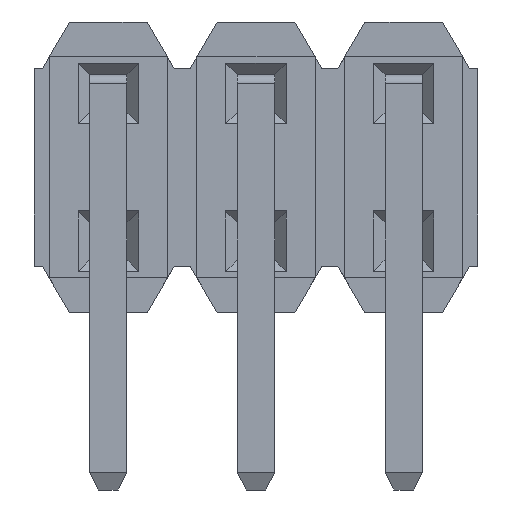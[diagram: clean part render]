
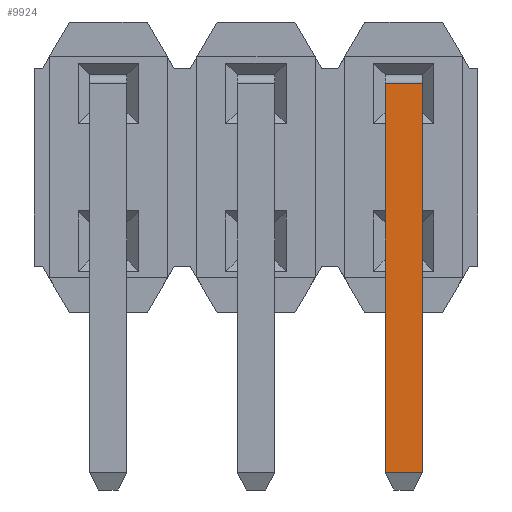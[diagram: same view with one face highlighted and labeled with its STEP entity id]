
A CAD part, front view. The second image highlights one B-rep face of the part: STEP entity #9924.
In plain terms, the highlighted planar face has unit normal (0, -1, 0).
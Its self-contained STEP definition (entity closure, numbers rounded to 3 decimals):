
#9240 = PLANE('',#9241);
#9241 = AXIS2_PLACEMENT_3D('',#9242,#9243,#9244);
#9242 = CARTESIAN_POINT('',(318.576,401.513,
    198.484));
#9243 = DIRECTION('',(1.,0.,0.));
#9244 = DIRECTION('',(0.,0.,-1.));
#9321 = VERTEX_POINT('',#9322);
#9322 = CARTESIAN_POINT('',(318.576,392.853,
    198.334));
#9337 = CYLINDRICAL_SURFACE('',#9338,0.15);
#9338 = AXIS2_PLACEMENT_3D('',#9339,#9340,#9341);
#9339 = CARTESIAN_POINT('',(318.096,393.003,
    198.334));
#9340 = DIRECTION('',(-1.,0.,0.));
#9341 = DIRECTION('',(0.,0.,1.));
#9371 = EDGE_CURVE('',#9321,#9372,#9374,.T.);
#9372 = VERTEX_POINT('',#9373);
#9373 = CARTESIAN_POINT('',(318.576,392.853,
    191.644));
#9374 = SURFACE_CURVE('',#9375,(#9379,#9386),.PCURVE_S1.);
#9375 = LINE('',#9376,#9377);
#9376 = CARTESIAN_POINT('',(318.576,392.853,
    198.484));
#9377 = VECTOR('',#9378,1.);
#9378 = DIRECTION('',(0.,0.,-1.));
#9379 = PCURVE('',#9240,#9380);
#9380 = DEFINITIONAL_REPRESENTATION('',(#9381),#9385);
#9381 = LINE('',#9382,#9383);
#9382 = CARTESIAN_POINT('',(0.,-8.66));
#9383 = VECTOR('',#9384,1.);
#9384 = DIRECTION('',(1.,0.));
#9385 = ( GEOMETRIC_REPRESENTATION_CONTEXT(2) 
PARAMETRIC_REPRESENTATION_CONTEXT() REPRESENTATION_CONTEXT('2D SPACE',''
  ) );
#9386 = PCURVE('',#9387,#9392);
#9387 = PLANE('',#9388);
#9388 = AXIS2_PLACEMENT_3D('',#9389,#9390,#9391);
#9389 = CARTESIAN_POINT('',(318.256,392.853,
    198.164));
#9390 = DIRECTION('',(0.,1.,0.));
#9391 = DIRECTION('',(0.,0.,1.));
#9392 = DEFINITIONAL_REPRESENTATION('',(#9393),#9397);
#9393 = LINE('',#9394,#9395);
#9394 = CARTESIAN_POINT('',(0.32,0.32));
#9395 = VECTOR('',#9396,1.);
#9396 = DIRECTION('',(-1.,0.));
#9397 = ( GEOMETRIC_REPRESENTATION_CONTEXT(2) 
PARAMETRIC_REPRESENTATION_CONTEXT() REPRESENTATION_CONTEXT('2D SPACE',''
  ) );
#9615 = PLANE('',#9616);
#9616 = AXIS2_PLACEMENT_3D('',#9617,#9618,#9619);
#9617 = CARTESIAN_POINT('',(317.936,401.513,
    197.844));
#9618 = DIRECTION('',(-1.,0.,0.));
#9619 = DIRECTION('',(0.,0.,1.));
#9887 = PLANE('',#9888);
#9888 = AXIS2_PLACEMENT_3D('',#9889,#9890,#9891);
#9889 = CARTESIAN_POINT('',(317.936,392.928,
    191.494));
#9890 = DIRECTION('',(0.,-0.894,-0.447));
#9891 = DIRECTION('',(0.,0.447,-0.894));
#9924 = ADVANCED_FACE('',(#9925),#9387,.F.);
#9925 = FACE_BOUND('',#9926,.T.);
#9926 = EDGE_LOOP('',(#9927,#9928,#9973,#9996));
#9927 = ORIENTED_EDGE('',*,*,#9371,.F.);
#9928 = ORIENTED_EDGE('',*,*,#9929,.F.);
#9929 = EDGE_CURVE('',#9930,#9321,#9932,.T.);
#9930 = VERTEX_POINT('',#9931);
#9931 = CARTESIAN_POINT('',(317.936,392.853,
    198.334));
#9932 = SURFACE_CURVE('',#9933,(#9937,#9944),.PCURVE_S1.);
#9933 = LINE('',#9934,#9935);
#9934 = CARTESIAN_POINT('',(318.256,392.853,
    198.334));
#9935 = VECTOR('',#9936,1.);
#9936 = DIRECTION('',(1.,0.,0.));
#9937 = PCURVE('',#9387,#9938);
#9938 = DEFINITIONAL_REPRESENTATION('',(#9939),#9943);
#9939 = LINE('',#9940,#9941);
#9940 = CARTESIAN_POINT('',(0.17,0.));
#9941 = VECTOR('',#9942,1.);
#9942 = DIRECTION('',(0.,1.));
#9943 = ( GEOMETRIC_REPRESENTATION_CONTEXT(2) 
PARAMETRIC_REPRESENTATION_CONTEXT() REPRESENTATION_CONTEXT('2D SPACE',''
  ) );
#9944 = PCURVE('',#9337,#9945);
#9945 = DEFINITIONAL_REPRESENTATION('',(#9946),#9972);
#9946 = B_SPLINE_CURVE_WITH_KNOTS('',3,(#9947,#9948,#9949,#9950,#9951,
    #9952,#9953,#9954,#9955,#9956,#9957,#9958,#9959,#9960,#9961,#9962,
    #9963,#9964,#9965,#9966,#9967,#9968,#9969,#9970,#9971),
  .UNSPECIFIED.,.F.,.F.,(4,1,1,1,1,1,1,1,1,1,1,1,1,1,1,1,1,1,1,1,1,1,4),
  (-0.32,-0.291,-0.262,-0.233,-0.204
    ,-0.175,-0.145,-0.116,
    -0.087,-0.058,-0.029,
    0.,0.029,0.058,
    0.087,0.116,0.145,0.175,
    0.204,0.233,0.262,0.291,0.32),
  .UNSPECIFIED.);
#9947 = CARTESIAN_POINT('',(4.712,0.16));
#9948 = CARTESIAN_POINT('',(4.712,0.15));
#9949 = CARTESIAN_POINT('',(4.712,0.131));
#9950 = CARTESIAN_POINT('',(4.712,0.102));
#9951 = CARTESIAN_POINT('',(4.712,0.073));
#9952 = CARTESIAN_POINT('',(4.712,0.044));
#9953 = CARTESIAN_POINT('',(4.712,0.015));
#9954 = CARTESIAN_POINT('',(4.712,-0.015));
#9955 = CARTESIAN_POINT('',(4.712,-0.044));
#9956 = CARTESIAN_POINT('',(4.712,-0.073));
#9957 = CARTESIAN_POINT('',(4.712,-0.102));
#9958 = CARTESIAN_POINT('',(4.712,-0.131));
#9959 = CARTESIAN_POINT('',(4.712,-0.16));
#9960 = CARTESIAN_POINT('',(4.712,-0.189));
#9961 = CARTESIAN_POINT('',(4.712,-0.218));
#9962 = CARTESIAN_POINT('',(4.712,-0.247));
#9963 = CARTESIAN_POINT('',(4.712,-0.276));
#9964 = CARTESIAN_POINT('',(4.712,-0.305));
#9965 = CARTESIAN_POINT('',(4.712,-0.335));
#9966 = CARTESIAN_POINT('',(4.712,-0.364));
#9967 = CARTESIAN_POINT('',(4.712,-0.393));
#9968 = CARTESIAN_POINT('',(4.712,-0.422));
#9969 = CARTESIAN_POINT('',(4.712,-0.451));
#9970 = CARTESIAN_POINT('',(4.712,-0.47));
#9971 = CARTESIAN_POINT('',(4.712,-0.48));
#9972 = ( GEOMETRIC_REPRESENTATION_CONTEXT(2) 
PARAMETRIC_REPRESENTATION_CONTEXT() REPRESENTATION_CONTEXT('2D SPACE',''
  ) );
#9973 = ORIENTED_EDGE('',*,*,#9974,.F.);
#9974 = EDGE_CURVE('',#9975,#9930,#9977,.T.);
#9975 = VERTEX_POINT('',#9976);
#9976 = CARTESIAN_POINT('',(317.936,392.853,
    191.644));
#9977 = SURFACE_CURVE('',#9978,(#9982,#9989),.PCURVE_S1.);
#9978 = LINE('',#9979,#9980);
#9979 = CARTESIAN_POINT('',(317.936,392.853,
    198.164));
#9980 = VECTOR('',#9981,1.);
#9981 = DIRECTION('',(0.,0.,1.));
#9982 = PCURVE('',#9387,#9983);
#9983 = DEFINITIONAL_REPRESENTATION('',(#9984),#9988);
#9984 = LINE('',#9985,#9986);
#9985 = CARTESIAN_POINT('',(0.,-0.32));
#9986 = VECTOR('',#9987,1.);
#9987 = DIRECTION('',(1.,0.));
#9988 = ( GEOMETRIC_REPRESENTATION_CONTEXT(2) 
PARAMETRIC_REPRESENTATION_CONTEXT() REPRESENTATION_CONTEXT('2D SPACE',''
  ) );
#9989 = PCURVE('',#9615,#9990);
#9990 = DEFINITIONAL_REPRESENTATION('',(#9991),#9995);
#9991 = LINE('',#9992,#9993);
#9992 = CARTESIAN_POINT('',(0.32,-8.66));
#9993 = VECTOR('',#9994,1.);
#9994 = DIRECTION('',(1.,0.));
#9995 = ( GEOMETRIC_REPRESENTATION_CONTEXT(2) 
PARAMETRIC_REPRESENTATION_CONTEXT() REPRESENTATION_CONTEXT('2D SPACE',''
  ) );
#9996 = ORIENTED_EDGE('',*,*,#9997,.F.);
#9997 = EDGE_CURVE('',#9372,#9975,#9998,.T.);
#9998 = SURFACE_CURVE('',#9999,(#10003,#10010),.PCURVE_S1.);
#9999 = LINE('',#10000,#10001);
#10000 = CARTESIAN_POINT('',(318.256,392.853,
    191.644));
#10001 = VECTOR('',#10002,1.);
#10002 = DIRECTION('',(-1.,0.,0.));
#10003 = PCURVE('',#9387,#10004);
#10004 = DEFINITIONAL_REPRESENTATION('',(#10005),#10009);
#10005 = LINE('',#10006,#10007);
#10006 = CARTESIAN_POINT('',(-6.52,0.));
#10007 = VECTOR('',#10008,1.);
#10008 = DIRECTION('',(0.,-1.));
#10009 = ( GEOMETRIC_REPRESENTATION_CONTEXT(2) 
PARAMETRIC_REPRESENTATION_CONTEXT() REPRESENTATION_CONTEXT('2D SPACE',''
  ) );
#10010 = PCURVE('',#9887,#10011);
#10011 = DEFINITIONAL_REPRESENTATION('',(#10012),#10016);
#10012 = LINE('',#10013,#10014);
#10013 = CARTESIAN_POINT('',(-0.168,0.32));
#10014 = VECTOR('',#10015,1.);
#10015 = DIRECTION('',(0.,-1.));
#10016 = ( GEOMETRIC_REPRESENTATION_CONTEXT(2) 
PARAMETRIC_REPRESENTATION_CONTEXT() REPRESENTATION_CONTEXT('2D SPACE',''
  ) );
